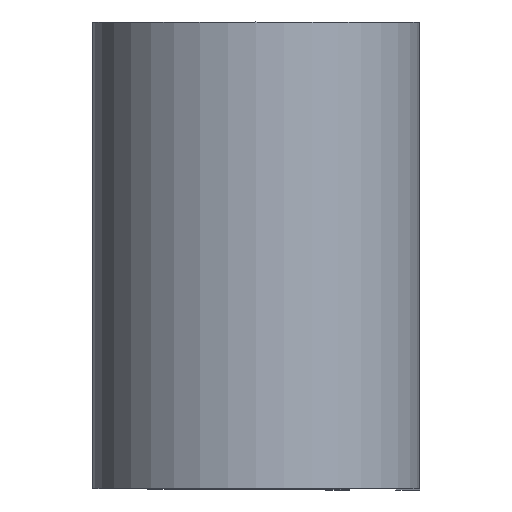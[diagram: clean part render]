
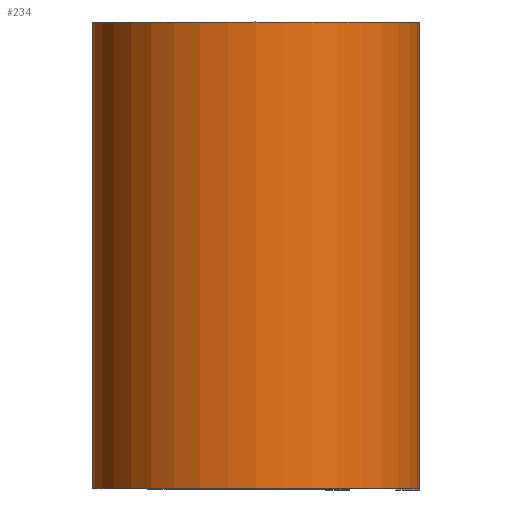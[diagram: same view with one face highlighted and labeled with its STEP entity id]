
A CAD part, top view. The second image highlights one B-rep face of the part: STEP entity #234.
In plain terms, the highlighted cylindrical face has radius 5.575 mm (diameter 11.151 mm), a partial arc.
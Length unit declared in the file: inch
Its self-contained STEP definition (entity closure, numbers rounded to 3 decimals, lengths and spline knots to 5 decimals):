
#1 = DIRECTION ( 'NONE',  ( 0., 1., 0. ) ) ;
#5 = LINE ( 'NONE', #634, #855 ) ;
#19 = LINE ( 'NONE', #88, #860 ) ;
#22 = CIRCLE ( 'NONE', #779, 0.2195 ) ;
#45 = FACE_OUTER_BOUND ( 'NONE', #116, .T. ) ;
#68 = CARTESIAN_POINT ( 'NONE',  ( 0.2195, -0.3125, 0.375 ) ) ;
#73 = AXIS2_PLACEMENT_3D ( 'NONE', #748, #355, #286 ) ;
#75 = CARTESIAN_POINT ( 'NONE',  ( 0., 0.3125, 0.375 ) ) ;
#88 = CARTESIAN_POINT ( 'NONE',  ( 0.2195, 0.3125, 0.375 ) ) ;
#116 = EDGE_LOOP ( 'NONE', ( #360, #185, #862, #515 ) ) ;
#148 = DIRECTION ( 'NONE',  ( 1., 0., 0. ) ) ;
#158 = DIRECTION ( 'NONE',  ( 0., -1., 0. ) ) ;
#162 = EDGE_CURVE ( 'NONE', #559, #257, #246, .T. ) ;
#185 = ORIENTED_EDGE ( 'NONE', *, *, #250, .F. ) ;
#234 = ADVANCED_FACE ( 'NONE', ( #45 ), #359, .T. ) ;
#240 = CARTESIAN_POINT ( 'NONE',  ( -0.2195, -0.3125, 0.375 ) ) ;
#246 = CIRCLE ( 'NONE', #408, 0.2195 ) ;
#250 = EDGE_CURVE ( 'NONE', #257, #830, #19, .T. ) ;
#257 = VERTEX_POINT ( 'NONE', #687 ) ;
#286 = DIRECTION ( 'NONE',  ( 0., 0., -1. ) ) ;
#308 = DIRECTION ( 'NONE',  ( 0., -1., 0. ) ) ;
#355 = DIRECTION ( 'NONE',  ( 0., -1., 0. ) ) ;
#359 = CYLINDRICAL_SURFACE ( 'NONE', #73, 0.2195 ) ;
#360 = ORIENTED_EDGE ( 'NONE', *, *, #446, .T. ) ;
#408 = AXIS2_PLACEMENT_3D ( 'NONE', #75, #536, #148 ) ;
#413 = CARTESIAN_POINT ( 'NONE',  ( 0., -0.3125, 0.375 ) ) ;
#446 = EDGE_CURVE ( 'NONE', #630, #830, #22, .T. ) ;
#478 = DIRECTION ( 'NONE',  ( 1., 0., 0. ) ) ;
#515 = ORIENTED_EDGE ( 'NONE', *, *, #658, .T. ) ;
#536 = DIRECTION ( 'NONE',  ( 0., 1., 0. ) ) ;
#559 = VERTEX_POINT ( 'NONE', #754 ) ;
#630 = VERTEX_POINT ( 'NONE', #240 ) ;
#634 = CARTESIAN_POINT ( 'NONE',  ( -0.2195, 0.3125, 0.375 ) ) ;
#658 = EDGE_CURVE ( 'NONE', #559, #630, #5, .T. ) ;
#687 = CARTESIAN_POINT ( 'NONE',  ( 0.2195, 0.3125, 0.375 ) ) ;
#748 = CARTESIAN_POINT ( 'NONE',  ( 0., 0.3125, 0.375 ) ) ;
#754 = CARTESIAN_POINT ( 'NONE',  ( -0.2195, 0.3125, 0.375 ) ) ;
#779 = AXIS2_PLACEMENT_3D ( 'NONE', #413, #1, #478 ) ;
#830 = VERTEX_POINT ( 'NONE', #68 ) ;
#855 = VECTOR ( 'NONE', #308, 39.37008 ) ;
#860 = VECTOR ( 'NONE', #158, 39.37008 ) ;
#862 = ORIENTED_EDGE ( 'NONE', *, *, #162, .F. ) ;
